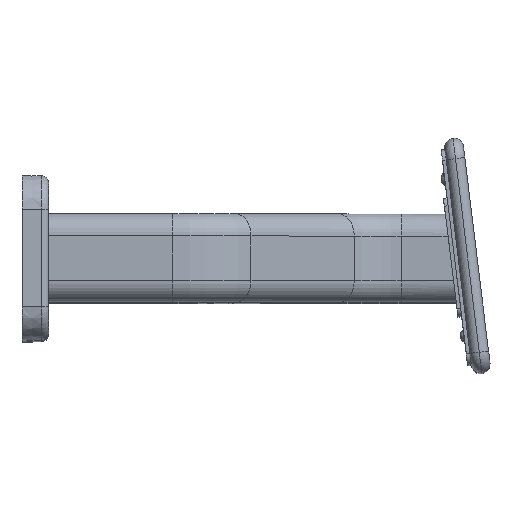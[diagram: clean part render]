
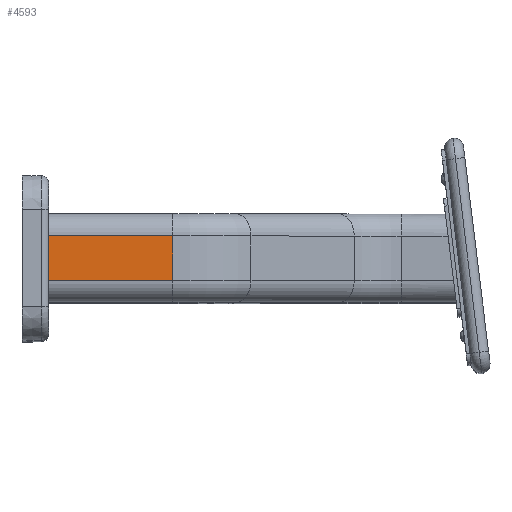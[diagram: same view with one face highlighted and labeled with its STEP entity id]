
A CAD part, top view. The second image highlights one B-rep face of the part: STEP entity #4593.
In plain terms, the highlighted planar face has unit normal (0, 0, 1).
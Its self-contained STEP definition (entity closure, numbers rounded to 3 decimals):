
#317 = ORIENTED_EDGE ( 'NONE', *, *, #2037, .F. ) ;
#941 = VERTEX_POINT ( 'NONE', #6329 ) ;
#1015 = CARTESIAN_POINT ( 'NONE',  ( -132.612, -3.61, 101.508 ) ) ;
#1153 = VECTOR ( 'NONE', #7276, 1000. ) ;
#1331 = CARTESIAN_POINT ( 'NONE',  ( -217.612, -3.61, 101.508 ) ) ;
#1516 = VECTOR ( 'NONE', #1968, 1000. ) ;
#1747 = EDGE_LOOP ( 'NONE', ( #1825, #4888, #3015, #317 ) ) ;
#1748 = EDGE_CURVE ( 'NONE', #4416, #941, #6096, .T. ) ;
#1825 = ORIENTED_EDGE ( 'NONE', *, *, #2595, .F. ) ;
#1968 = DIRECTION ( 'NONE',  ( 1., 0., 0. ) ) ;
#2037 = EDGE_CURVE ( 'NONE', #5075, #4416, #5321, .T. ) ;
#2106 = VECTOR ( 'NONE', #4161, 1000. ) ;
#2153 = LINE ( 'NONE', #6076, #1153 ) ;
#2554 = CARTESIAN_POINT ( 'NONE',  ( -217.612, 26.39, 101.508 ) ) ;
#2595 = EDGE_CURVE ( 'NONE', #5861, #5075, #2153, .T. ) ;
#2799 = FACE_OUTER_BOUND ( 'NONE', #1747, .T. ) ;
#2820 = VECTOR ( 'NONE', #3867, 1000. ) ;
#3015 = ORIENTED_EDGE ( 'NONE', *, *, #1748, .F. ) ;
#3558 = LINE ( 'NONE', #1331, #1516 ) ;
#3758 = DIRECTION ( 'NONE',  ( 1., 0., 0. ) ) ;
#3867 = DIRECTION ( 'NONE',  ( 0., -1., 0. ) ) ;
#4161 = DIRECTION ( 'NONE',  ( 1., 0., 0. ) ) ;
#4416 = VERTEX_POINT ( 'NONE', #4485 ) ;
#4485 = CARTESIAN_POINT ( 'NONE',  ( -132.612, 26.39, 101.508 ) ) ;
#4487 = CARTESIAN_POINT ( 'NONE',  ( -217.612, -3.61, 101.508 ) ) ;
#4593 = ADVANCED_FACE ( 'Defeatured_0_24', ( #2799 ), #5045, .T. ) ;
#4858 = CARTESIAN_POINT ( 'NONE',  ( -216.612, -3.61, 101.508 ) ) ;
#4888 = ORIENTED_EDGE ( 'NONE', *, *, #6480, .T. ) ;
#5045 = PLANE ( 'NONE',  #5117 ) ;
#5075 = VERTEX_POINT ( 'NONE', #6923 ) ;
#5117 = AXIS2_PLACEMENT_3D ( 'NONE', #4487, #6765, #3758 ) ;
#5321 = LINE ( 'NONE', #2554, #2106 ) ;
#5861 = VERTEX_POINT ( 'NONE', #4858 ) ;
#6076 = CARTESIAN_POINT ( 'NONE',  ( -216.612, -3.61, 101.508 ) ) ;
#6096 = LINE ( 'NONE', #1015, #2820 ) ;
#6329 = CARTESIAN_POINT ( 'NONE',  ( -132.612, -3.61, 101.508 ) ) ;
#6480 = EDGE_CURVE ( 'NONE', #5861, #941, #3558, .T. ) ;
#6765 = DIRECTION ( 'NONE',  ( 0., 0., 1. ) ) ;
#6923 = CARTESIAN_POINT ( 'NONE',  ( -216.612, 26.39, 101.508 ) ) ;
#7276 = DIRECTION ( 'NONE',  ( 0., 1., 0. ) ) ;
